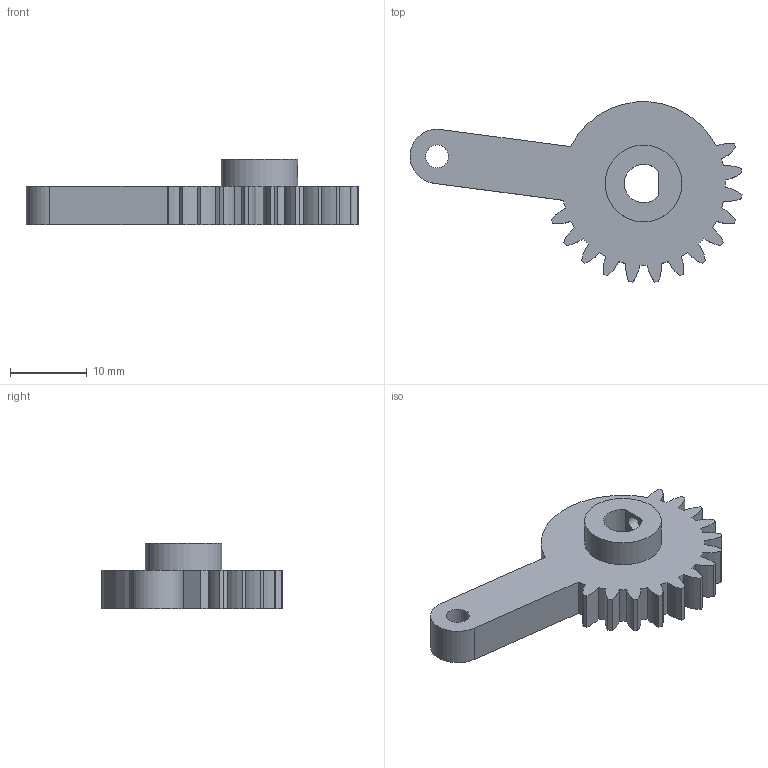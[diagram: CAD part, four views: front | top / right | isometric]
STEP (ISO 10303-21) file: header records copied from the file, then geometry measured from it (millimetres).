
FILE_DESCRIPTION(/* description */ (''),/* implementation_level */ '2;1');
FILE_NAME(/* name */ 'GearArmType2.step',/* time_stamp */ '2025-09-09T17:28:08+01:00',/* author */ (''),/* organization */ (''),/* preprocessor_version */ 'ST-DEVELOPER v20.1',/* originating_system */ 'Autodesk Translation Framework v14.10.0.0',/* authorisation */ '');
FILE_SCHEMA (('AUTOMOTIVE_DESIGN { 1 0 10303 214 3 1 1 }'));
Length unit declared in the file: millimetre
Products named in the file (2): GearArmType2; Component2
Assembly tree (1 placements, depth 2):
  GearArmType2
    Component2
Bounding box: 43.25 x 23.46 x 8.5 mm (x, y, z)
Volume: 2748.6 mm3; surface area: 2071.5 mm2
Topology: 1 solids, 1 shells, 66 faces, 192 edges, 128 vertices
Faces by surface type: cylinder 58, plane 8
Full cylindrical faces by diameter (mm): 2 x1, 3 x1, 10 x1
Entity records: 2352 total; most frequent: DIRECTION 442, CARTESIAN_POINT 424, ORIENTED_EDGE 384, EDGE_CURVE 192, AXIS2_PLACEMENT_3D 184, VERTEX_POINT 128, CIRCLE 115, LINE 74
